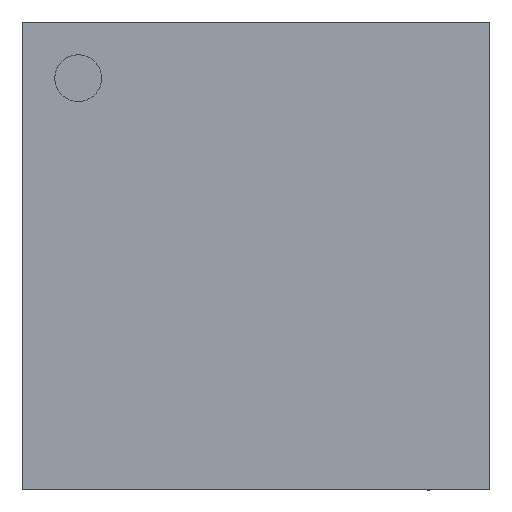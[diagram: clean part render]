
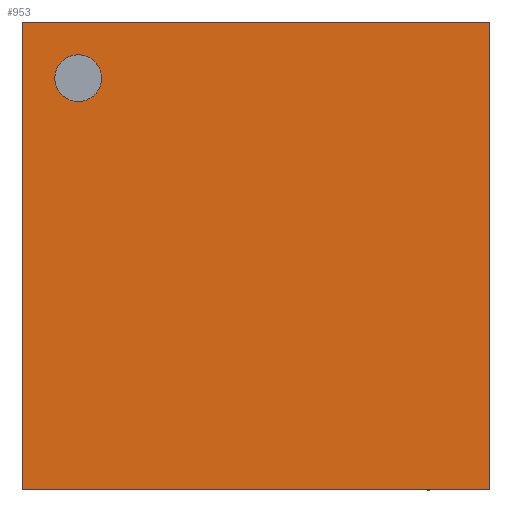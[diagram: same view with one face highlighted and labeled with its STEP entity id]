
A CAD part, top view. The second image highlights one B-rep face of the part: STEP entity #953.
In plain terms, the highlighted planar face has unit normal (0, 0, 1).
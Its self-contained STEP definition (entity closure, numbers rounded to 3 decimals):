
#42 = CARTESIAN_POINT ( 'NONE',  ( -2.5, -2.5, 0.85 ) ) ;
#60 = EDGE_CURVE ( 'NONE', #703, #4078, #1665, .T. ) ;
#139 = CIRCLE ( 'NONE', #1816, 0.25 ) ;
#371 = VECTOR ( 'NONE', #6465, 1000. ) ;
#608 = CARTESIAN_POINT ( 'NONE',  ( 2.5, -2.5, 0.85 ) ) ;
#703 = VERTEX_POINT ( 'NONE', #5258 ) ;
#727 = FACE_OUTER_BOUND ( 'NONE', #4669, .T. ) ;
#796 = CARTESIAN_POINT ( 'NONE',  ( -2.15, 1.9, 0.85 ) ) ;
#843 = ORIENTED_EDGE ( 'NONE', *, *, #6740, .F. ) ;
#953 = ADVANCED_FACE ( 'NONE', ( #2395, #727 ), #4534, .T. ) ;
#1101 = DIRECTION ( 'NONE',  ( 0., -1., 0. ) ) ;
#1296 = ORIENTED_EDGE ( 'NONE', *, *, #6443, .T. ) ;
#1591 = LINE ( 'NONE', #4768, #3559 ) ;
#1593 = DIRECTION ( 'NONE',  ( 0., 0., 1. ) ) ;
#1606 = AXIS2_PLACEMENT_3D ( 'NONE', #3635, #3113, #2602 ) ;
#1665 = LINE ( 'NONE', #42, #4767 ) ;
#1695 = DIRECTION ( 'NONE',  ( 0., 1., 0. ) ) ;
#1816 = AXIS2_PLACEMENT_3D ( 'NONE', #6279, #1593, #3672 ) ;
#1935 = ORIENTED_EDGE ( 'NONE', *, *, #6764, .F. ) ;
#2051 = VECTOR ( 'NONE', #1695, 1000. ) ;
#2395 = FACE_BOUND ( 'NONE', #4143, .T. ) ;
#2410 = CARTESIAN_POINT ( 'NONE',  ( 2.5, -2.5, 0.85 ) ) ;
#2541 = ORIENTED_EDGE ( 'NONE', *, *, #60, .T. ) ;
#2602 = DIRECTION ( 'NONE',  ( 1., 0., 0. ) ) ;
#2813 = CIRCLE ( 'NONE', #1606, 0.25 ) ;
#2899 = CARTESIAN_POINT ( 'NONE',  ( 2.5, 2.5, 0.85 ) ) ;
#3113 = DIRECTION ( 'NONE',  ( 0., 0., 1. ) ) ;
#3559 = VECTOR ( 'NONE', #3770, 1000. ) ;
#3635 = CARTESIAN_POINT ( 'NONE',  ( -1.9, 1.9, 0.85 ) ) ;
#3672 = DIRECTION ( 'NONE',  ( 1., 0., 0. ) ) ;
#3770 = DIRECTION ( 'NONE',  ( -1., 0., 0. ) ) ;
#3969 = CARTESIAN_POINT ( 'NONE',  ( -2.5, 2.5, 0.85 ) ) ;
#4078 = VERTEX_POINT ( 'NONE', #5161 ) ;
#4143 = EDGE_LOOP ( 'NONE', ( #843, #1935 ) ) ;
#4275 = ORIENTED_EDGE ( 'NONE', *, *, #6886, .T. ) ;
#4534 = PLANE ( 'NONE',  #5273 ) ;
#4669 = EDGE_LOOP ( 'NONE', ( #2541, #1296, #4275, #5289 ) ) ;
#4767 = VECTOR ( 'NONE', #1101, 1000. ) ;
#4768 = CARTESIAN_POINT ( 'NONE',  ( 2.5, 2.5, 0.85 ) ) ;
#4782 = VERTEX_POINT ( 'NONE', #796 ) ;
#4956 = DIRECTION ( 'NONE',  ( 1., 0., 0. ) ) ;
#5161 = CARTESIAN_POINT ( 'NONE',  ( -2.5, -2.5, 0.85 ) ) ;
#5258 = CARTESIAN_POINT ( 'NONE',  ( -2.5, 2.5, 0.85 ) ) ;
#5273 = AXIS2_PLACEMENT_3D ( 'NONE', #3969, #6637, #4956 ) ;
#5289 = ORIENTED_EDGE ( 'NONE', *, *, #5293, .T. ) ;
#5293 = EDGE_CURVE ( 'NONE', #6630, #703, #1591, .T. ) ;
#5378 = LINE ( 'NONE', #608, #2051 ) ;
#5423 = CARTESIAN_POINT ( 'NONE',  ( 2.5, -2.5, 0.85 ) ) ;
#6227 = VERTEX_POINT ( 'NONE', #2410 ) ;
#6228 = CARTESIAN_POINT ( 'NONE',  ( -1.65, 1.9, 0.85 ) ) ;
#6239 = VERTEX_POINT ( 'NONE', #6228 ) ;
#6279 = CARTESIAN_POINT ( 'NONE',  ( -1.9, 1.9, 0.85 ) ) ;
#6443 = EDGE_CURVE ( 'NONE', #4078, #6227, #6571, .T. ) ;
#6465 = DIRECTION ( 'NONE',  ( 1., 0., 0. ) ) ;
#6571 = LINE ( 'NONE', #5423, #371 ) ;
#6630 = VERTEX_POINT ( 'NONE', #2899 ) ;
#6637 = DIRECTION ( 'NONE',  ( 0., 0., 1. ) ) ;
#6740 = EDGE_CURVE ( 'NONE', #6239, #4782, #139, .T. ) ;
#6764 = EDGE_CURVE ( 'NONE', #4782, #6239, #2813, .T. ) ;
#6886 = EDGE_CURVE ( 'NONE', #6227, #6630, #5378, .T. ) ;
